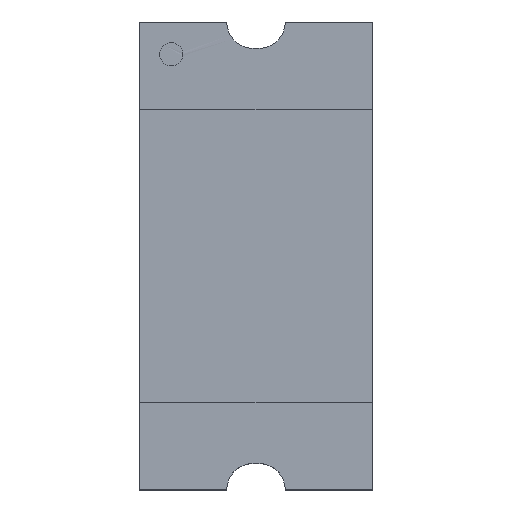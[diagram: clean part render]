
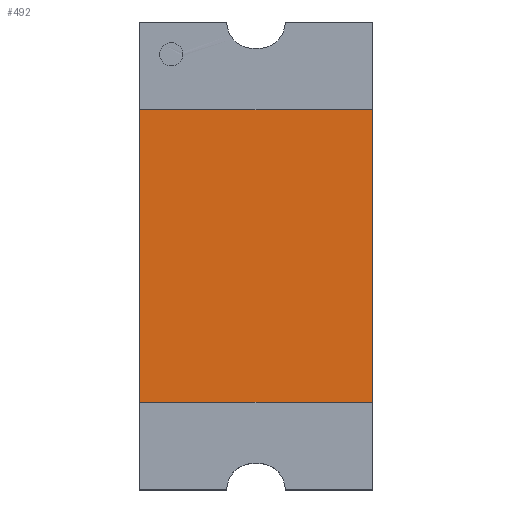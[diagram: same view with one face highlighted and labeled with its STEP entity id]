
A CAD part, top view. The second image highlights one B-rep face of the part: STEP entity #492.
In plain terms, the highlighted planar face has unit normal (0, 0, 1).
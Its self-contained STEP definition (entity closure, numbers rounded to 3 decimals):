
#32=CARTESIAN_POINT('',(-0.397,0.5,0.46));
#33=VERTEX_POINT('',#32);
#42=CARTESIAN_POINT('',(0.397,0.5,0.46));
#43=VERTEX_POINT('',#42);
#44=CARTESIAN_POINT('',(-0.397,0.5,0.46));
#45=DIRECTION('',(1.,0.,0.));
#46=VECTOR('',#45,0.794);
#47=LINE('',#44,#46);
#48=EDGE_CURVE('',#33,#43,#47,.T.);
#80=CARTESIAN_POINT('',(0.397,-0.5,0.46));
#81=VERTEX_POINT('',#80);
#82=CARTESIAN_POINT('',(-0.397,-0.5,0.46));
#83=VERTEX_POINT('',#82);
#84=CARTESIAN_POINT('',(0.397,-0.5,0.46));
#85=DIRECTION('',(-1.,-0.,0.));
#86=VECTOR('',#85,0.794);
#87=LINE('',#84,#86);
#88=EDGE_CURVE('',#81,#83,#87,.T.);
#471=CARTESIAN_POINT('',(0.,0.,0.46));
#472=DIRECTION('',(0.,0.,1.));
#473=DIRECTION('',(0.,1.,0.));
#474=AXIS2_PLACEMENT_3D('',#471,#472,#473);
#475=PLANE('',#474);
#476=CARTESIAN_POINT('',(-0.397,-0.5,0.46));
#477=DIRECTION('',(0.,1.,0.));
#478=VECTOR('',#477,1.);
#479=LINE('',#476,#478);
#480=EDGE_CURVE('',#83,#33,#479,.T.);
#481=ORIENTED_EDGE('',*,*,#480,.F.);
#482=ORIENTED_EDGE('',*,*,#88,.F.);
#483=CARTESIAN_POINT('',(0.397,0.5,0.46));
#484=DIRECTION('',(0.,-1.,0.));
#485=VECTOR('',#484,1.);
#486=LINE('',#483,#485);
#487=EDGE_CURVE('',#43,#81,#486,.T.);
#488=ORIENTED_EDGE('',*,*,#487,.F.);
#489=ORIENTED_EDGE('',*,*,#48,.F.);
#490=EDGE_LOOP('',(#481,#482,#488,#489));
#491=FACE_BOUND('',#490,.T.);
#492=ADVANCED_FACE('',(#491),#475,.T.);
